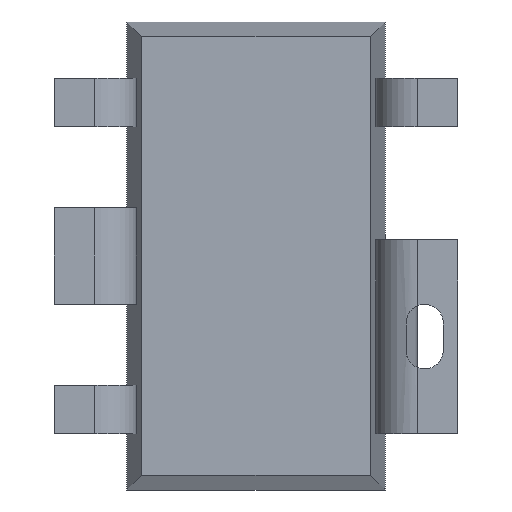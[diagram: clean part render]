
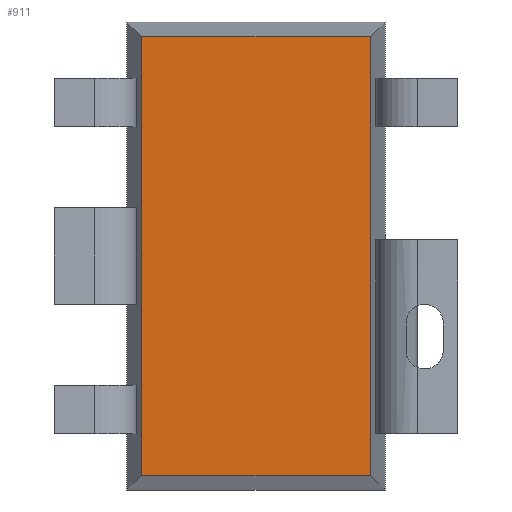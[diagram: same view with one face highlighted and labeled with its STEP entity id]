
A CAD part, front view. The second image highlights one B-rep face of the part: STEP entity #911.
In plain terms, the highlighted planar face has unit normal (0, -1, 0).
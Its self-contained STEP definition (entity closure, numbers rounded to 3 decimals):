
#104 = VERTEX_POINT ( 'NONE', #2477 ) ;
#164 = VERTEX_POINT ( 'NONE', #2321 ) ;
#177 = DIRECTION ( 'NONE',  ( 0., 0., 1. ) ) ;
#226 = CARTESIAN_POINT ( 'NONE',  ( -0.707, 0.1, 1.357 ) ) ;
#264 = VERTEX_POINT ( 'NONE', #226 ) ;
#331 = DIRECTION ( 'NONE',  ( 0., -1., 0. ) ) ;
#358 = AXIS2_PLACEMENT_3D ( 'NONE', #1145, #331, #1249 ) ;
#658 = DIRECTION ( 'NONE',  ( -1., 0., 0. ) ) ;
#678 = EDGE_LOOP ( 'NONE', ( #1602, #1638, #2522, #1723 ) ) ;
#767 = LINE ( 'NONE', #1640, #2108 ) ;
#777 = EDGE_CURVE ( 'NONE', #2002, #104, #1791, .T. ) ;
#894 = VECTOR ( 'NONE', #658, 1000. ) ;
#911 = ADVANCED_FACE ( 'NONE', ( #2240 ), #1212, .T. ) ;
#1095 = EDGE_CURVE ( 'NONE', #164, #264, #2197, .T. ) ;
#1122 = VECTOR ( 'NONE', #177, 1000. ) ;
#1145 = CARTESIAN_POINT ( 'NONE',  ( 0., 0.1, 0. ) ) ;
#1212 = PLANE ( 'NONE',  #358 ) ;
#1249 = DIRECTION ( 'NONE',  ( 0., 0., -1. ) ) ;
#1552 = CARTESIAN_POINT ( 'NONE',  ( -0.8, 0.1, -1.357 ) ) ;
#1572 = DIRECTION ( 'NONE',  ( 1., 0., 0. ) ) ;
#1602 = ORIENTED_EDGE ( 'NONE', *, *, #777, .T. ) ;
#1638 = ORIENTED_EDGE ( 'NONE', *, *, #2348, .T. ) ;
#1640 = CARTESIAN_POINT ( 'NONE',  ( -0.707, 0.1, 1.45 ) ) ;
#1723 = ORIENTED_EDGE ( 'NONE', *, *, #1778, .T. ) ;
#1746 = CARTESIAN_POINT ( 'NONE',  ( 0.8, 0.1, 1.357 ) ) ;
#1778 = EDGE_CURVE ( 'NONE', #264, #2002, #767, .T. ) ;
#1791 = LINE ( 'NONE', #1552, #2372 ) ;
#1942 = LINE ( 'NONE', #2128, #1122 ) ;
#2002 = VERTEX_POINT ( 'NONE', #2592 ) ;
#2108 = VECTOR ( 'NONE', #2520, 1000. ) ;
#2128 = CARTESIAN_POINT ( 'NONE',  ( 0.707, 0.1, -1.45 ) ) ;
#2197 = LINE ( 'NONE', #1746, #894 ) ;
#2240 = FACE_OUTER_BOUND ( 'NONE', #678, .T. ) ;
#2321 = CARTESIAN_POINT ( 'NONE',  ( 0.707, 0.1, 1.357 ) ) ;
#2348 = EDGE_CURVE ( 'NONE', #104, #164, #1942, .T. ) ;
#2372 = VECTOR ( 'NONE', #1572, 1000. ) ;
#2477 = CARTESIAN_POINT ( 'NONE',  ( 0.707, 0.1, -1.357 ) ) ;
#2520 = DIRECTION ( 'NONE',  ( 0., 0., -1. ) ) ;
#2522 = ORIENTED_EDGE ( 'NONE', *, *, #1095, .T. ) ;
#2592 = CARTESIAN_POINT ( 'NONE',  ( -0.707, 0.1, -1.357 ) ) ;
